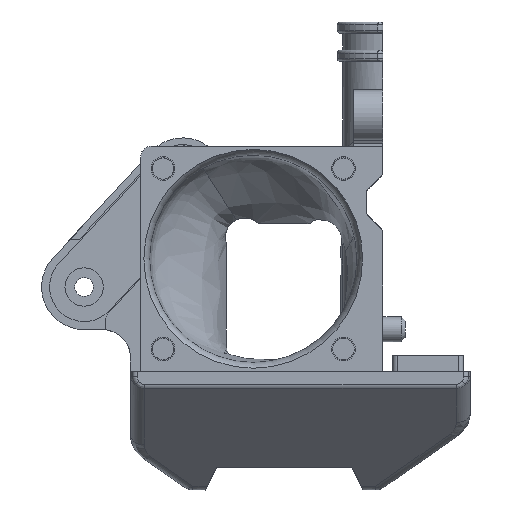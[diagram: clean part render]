
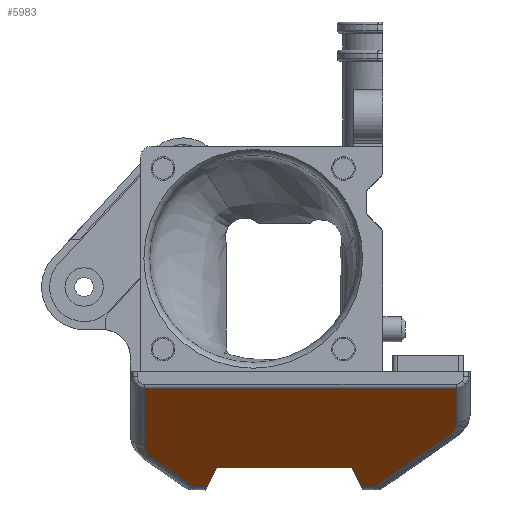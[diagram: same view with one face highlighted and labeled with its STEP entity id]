
A CAD part, front view. The second image highlights one B-rep face of the part: STEP entity #5983.
In plain terms, the highlighted planar face has unit normal (0, -0.682, -0.731).
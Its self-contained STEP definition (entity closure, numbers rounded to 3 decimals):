
#69=ELLIPSE('',#6450,3.666,2.5);
#93=ELLIPSE('',#6557,3.666,2.5);
#315=PLANE('',#6556);
#677=LINE('',#13011,#1152);
#685=LINE('',#13096,#1160);
#768=LINE('',#14290,#1243);
#769=LINE('',#14292,#1244);
#770=LINE('',#14293,#1245);
#771=LINE('',#14295,#1246);
#772=LINE('',#14297,#1247);
#773=LINE('',#14299,#1248);
#774=LINE('',#14301,#1249);
#775=LINE('',#14304,#1250);
#1152=VECTOR('',#7757,1000.);
#1160=VECTOR('',#7791,1000.);
#1243=VECTOR('',#8068,10.);
#1244=VECTOR('',#8069,1000.);
#1245=VECTOR('',#8070,1000.);
#1246=VECTOR('',#8071,1000.);
#1247=VECTOR('',#8072,1000.);
#1248=VECTOR('',#8073,1000.);
#1249=VECTOR('',#8074,1000.);
#1250=VECTOR('',#8077,1000.);
#1921=FACE_OUTER_BOUND('',#2287,.T.);
#2287=EDGE_LOOP('',(#5351,#5352,#5353,#5354,#5355,#5356,#5357,#5358,#5359,
#5360,#5361,#5362));
#2890=VERTEX_POINT('',#13008);
#2891=VERTEX_POINT('',#13010);
#2896=VERTEX_POINT('',#13078);
#2897=VERTEX_POINT('',#13080);
#2901=VERTEX_POINT('',#13094);
#2989=VERTEX_POINT('',#14289);
#2990=VERTEX_POINT('',#14291);
#2991=VERTEX_POINT('',#14294);
#2992=VERTEX_POINT('',#14296);
#2993=VERTEX_POINT('',#14298);
#2994=VERTEX_POINT('',#14300);
#2995=VERTEX_POINT('',#14302);
#3654=EDGE_CURVE('',#2891,#2890,#677,.T.);
#3663=EDGE_CURVE('',#2897,#2896,#69,.T.);
#3671=EDGE_CURVE('',#2901,#2897,#685,.F.);
#3819=EDGE_CURVE('',#2901,#2989,#768,.T.);
#3820=EDGE_CURVE('',#2896,#2990,#769,.T.);
#3821=EDGE_CURVE('',#2990,#2891,#770,.T.);
#3822=EDGE_CURVE('',#2991,#2890,#771,.T.);
#3823=EDGE_CURVE('',#2992,#2991,#772,.T.);
#3824=EDGE_CURVE('',#2992,#2993,#773,.F.);
#3825=EDGE_CURVE('',#2993,#2994,#774,.F.);
#3826=EDGE_CURVE('',#2994,#2995,#93,.T.);
#3827=EDGE_CURVE('',#2995,#2989,#775,.T.);
#5351=ORIENTED_EDGE('',*,*,#3819,.F.);
#5352=ORIENTED_EDGE('',*,*,#3671,.T.);
#5353=ORIENTED_EDGE('',*,*,#3663,.T.);
#5354=ORIENTED_EDGE('',*,*,#3820,.T.);
#5355=ORIENTED_EDGE('',*,*,#3821,.T.);
#5356=ORIENTED_EDGE('',*,*,#3654,.T.);
#5357=ORIENTED_EDGE('',*,*,#3822,.F.);
#5358=ORIENTED_EDGE('',*,*,#3823,.F.);
#5359=ORIENTED_EDGE('',*,*,#3824,.T.);
#5360=ORIENTED_EDGE('',*,*,#3825,.T.);
#5361=ORIENTED_EDGE('',*,*,#3826,.T.);
#5362=ORIENTED_EDGE('',*,*,#3827,.T.);
#5983=ADVANCED_FACE('',(#1921),#315,.T.);
#6450=AXIS2_PLACEMENT_3D('',#13081,#7770,#7771);
#6556=AXIS2_PLACEMENT_3D('',#14288,#8066,#8067);
#6557=AXIS2_PLACEMENT_3D('',#14303,#8075,#8076);
#7757=DIRECTION('',(0.323,-0.692,0.646));
#7770=DIRECTION('center_axis',(0.,-0.682,
-0.731));
#7771=DIRECTION('ref_axis',(0.,0.731,-0.682));
#7791=DIRECTION('',(0.,-0.731,0.682));
#8066=DIRECTION('center_axis',(0.,-0.682,
-0.731));
#8067=DIRECTION('ref_axis',(0.,0.731,-0.682));
#8068=DIRECTION('',(1.,0.,0.));
#8069=DIRECTION('',(0.698,0.524,-0.489));
#8070=DIRECTION('',(1.,0.,0.));
#8071=DIRECTION('',(-1.,0.,0.));
#8072=DIRECTION('',(-0.323,-0.692,0.646));
#8073=DIRECTION('',(-1.,0.,0.));
#8074=DIRECTION('',(-0.698,0.524,-0.489));
#8075=DIRECTION('center_axis',(0.,-0.682,
-0.731));
#8076=DIRECTION('ref_axis',(0.,0.731,-0.682));
#8077=DIRECTION('',(0.,-0.731,0.682));
#13008=CARTESIAN_POINT('',(-7.727,-31.014,-30.567));
#13010=CARTESIAN_POINT('',(-9.391,-27.445,-33.895));
#13011=CARTESIAN_POINT('',(-15.155,-15.083,-45.423));
#13078=CARTESIAN_POINT('',(-19.434,-33.073,-28.647));
#13080=CARTESIAN_POINT('',(-20.5,-35.269,-26.599));
#13081=CARTESIAN_POINT('Origin',(-18.,-35.269,-26.599));
#13094=CARTESIAN_POINT('',(-20.5,-46.032,-16.563));
#13096=CARTESIAN_POINT('',(-20.5,-37.23,-24.771));
#14288=CARTESIAN_POINT('Origin',(275.318,-39.057,-23.067));
#14289=CARTESIAN_POINT('',(34.773,-46.032,-16.563));
#14290=CARTESIAN_POINT('',(141.227,-46.032,-16.563));
#14291=CARTESIAN_POINT('',(-11.939,-27.445,-33.895));
#14292=CARTESIAN_POINT('',(-11.83,-27.364,-33.971));
#14293=CARTESIAN_POINT('',(-9.727,-27.445,-33.895));
#14294=CARTESIAN_POINT('',(16.273,-31.014,-30.567));
#14295=CARTESIAN_POINT('',(275.318,-31.014,-30.567));
#14296=CARTESIAN_POINT('',(17.937,-27.445,-33.895));
#14297=CARTESIAN_POINT('',(23.701,-15.083,-45.423));
#14298=CARTESIAN_POINT('',(20.485,-27.445,-33.895));
#14299=CARTESIAN_POINT('',(275.318,-27.445,-33.895));
#14300=CARTESIAN_POINT('',(33.707,-37.373,-24.637));
#14301=CARTESIAN_POINT('',(152.481,-126.558,58.529));
#14302=CARTESIAN_POINT('',(34.773,-39.57,-22.589));
#14303=CARTESIAN_POINT('Origin',(32.273,-39.57,-22.589));
#14304=CARTESIAN_POINT('',(34.773,-39.057,-23.067));
